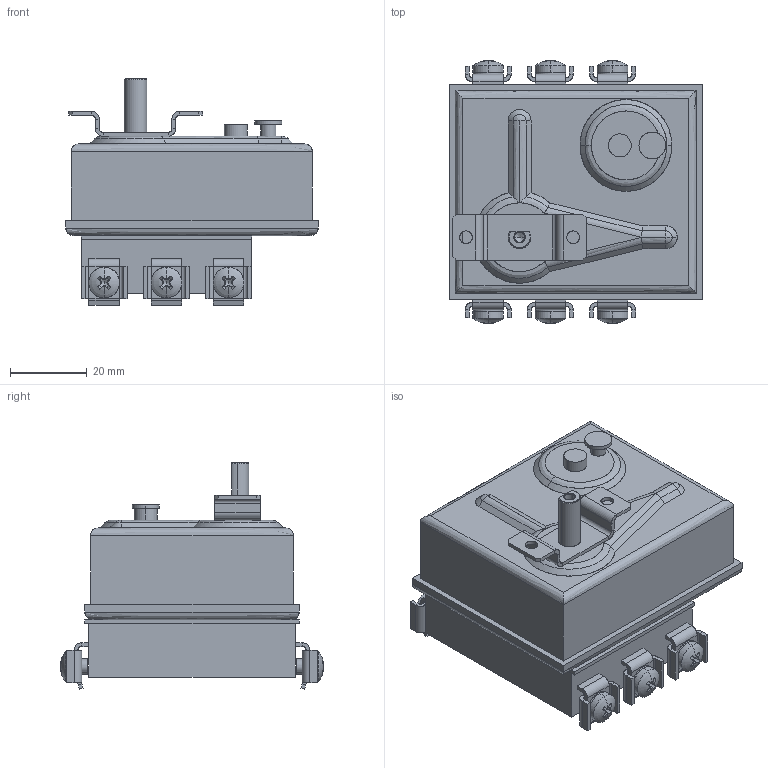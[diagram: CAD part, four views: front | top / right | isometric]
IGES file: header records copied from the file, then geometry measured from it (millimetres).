
Start section: SolidWorks IGES file using analytic representation for surfaces
Global section: file name: rac_40xx.IGS; native system: SolidWorks 2012; preprocessor: SolidWorks 2012; author: jelinekm; date: 130117.130325; units: millimetre
Bounding box: 65.9 x 68.68 x 59.15 mm (x, y, z)
Surface area: 32586 mm2 (no closed solid volume)
Topology: 0 solids, 0 shells, 647 faces, 6246 edges, 6232 vertices
Faces by surface type: bspline 428, revolution 219
